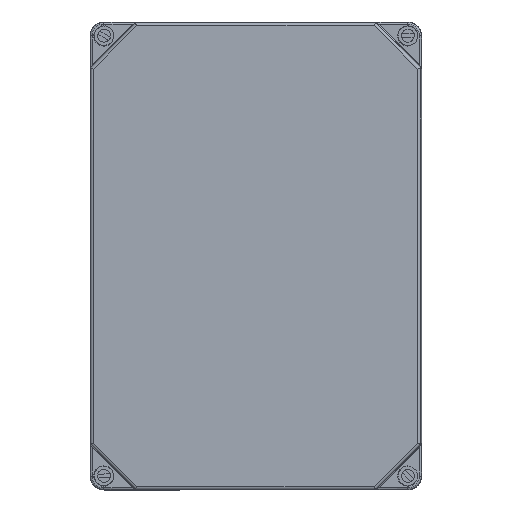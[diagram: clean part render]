
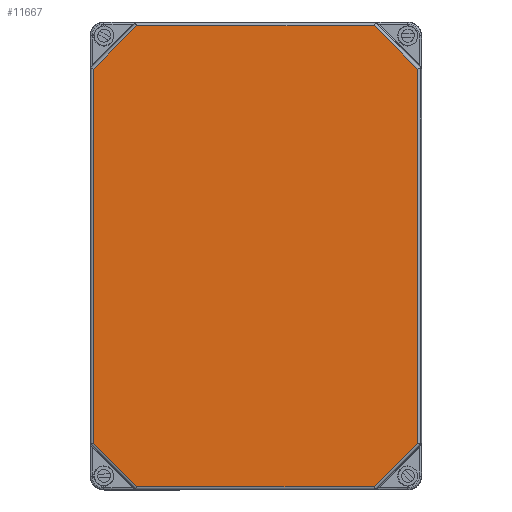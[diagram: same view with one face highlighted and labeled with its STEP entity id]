
A CAD part, top view. The second image highlights one B-rep face of the part: STEP entity #11667.
In plain terms, the highlighted face is planar.
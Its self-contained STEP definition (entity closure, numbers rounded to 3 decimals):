
#940=PLANE('',#12519);
#1716=FACE_OUTER_BOUND('',#2451,.T.);
#2451=EDGE_LOOP('',(#9047,#9048,#9049,#9050,#9051,#9052,#9053,#9054));
#3220=LINE('',#17246,#4258);
#3223=LINE('',#17268,#4261);
#3225=LINE('',#17281,#4263);
#3228=LINE('',#17311,#4266);
#3230=LINE('',#17325,#4268);
#3234=LINE('',#17365,#4272);
#3362=LINE('',#17893,#4400);
#3540=LINE('',#18410,#4578);
#4258=VECTOR('',#13546,33.427);
#4261=VECTOR('',#13555,129.091);
#4263=VECTOR('',#13561,129.091);
#4266=VECTOR('',#13570,33.427);
#4268=VECTOR('',#13576,33.427);
#4272=VECTOR('',#13586,33.427);
#4400=VECTOR('',#13960,203.091);
#4578=VECTOR('',#14446,203.091);
#5299=VERTEX_POINT('',#17243);
#5300=VERTEX_POINT('',#17245);
#5305=VERTEX_POINT('',#17266);
#5309=VERTEX_POINT('',#17278);
#5310=VERTEX_POINT('',#17280);
#5315=VERTEX_POINT('',#17310);
#5318=VERTEX_POINT('',#17324);
#5325=VERTEX_POINT('',#17364);
#6452=EDGE_CURVE('',#5300,#5299,#3220,.T.);
#6459=EDGE_CURVE('',#5299,#5305,#3223,.T.);
#6463=EDGE_CURVE('',#5309,#5310,#3225,.T.);
#6470=EDGE_CURVE('',#5315,#5310,#3228,.T.);
#6474=EDGE_CURVE('',#5305,#5318,#3230,.T.);
#6483=EDGE_CURVE('',#5309,#5325,#3234,.T.);
#6679=EDGE_CURVE('',#5300,#5325,#3362,.T.);
#6928=EDGE_CURVE('',#5318,#5315,#3540,.T.);
#9047=ORIENTED_EDGE('',*,*,#6470,.T.);
#9048=ORIENTED_EDGE('',*,*,#6463,.F.);
#9049=ORIENTED_EDGE('',*,*,#6483,.T.);
#9050=ORIENTED_EDGE('',*,*,#6679,.F.);
#9051=ORIENTED_EDGE('',*,*,#6452,.T.);
#9052=ORIENTED_EDGE('',*,*,#6459,.T.);
#9053=ORIENTED_EDGE('',*,*,#6474,.T.);
#9054=ORIENTED_EDGE('',*,*,#6928,.T.);
#11667=ADVANCED_FACE('',(#1716),#940,.T.);
#12519=AXIS2_PLACEMENT_3D('',#18428,#14473,#14474);
#13546=DIRECTION('',(-0.707,0.707,0.));
#13555=DIRECTION('',(-1.,0.,0.));
#13561=DIRECTION('',(-1.,0.,0.));
#13570=DIRECTION('',(0.707,-0.707,0.));
#13576=DIRECTION('',(-0.707,-0.707,0.));
#13586=DIRECTION('',(0.707,0.707,0.));
#13960=DIRECTION('',(0.,-1.,0.));
#14446=DIRECTION('',(0.,-1.,0.));
#14473=DIRECTION('center_axis',(0.,0.,1.));
#14474=DIRECTION('ref_axis',(1.,0.,0.));
#17243=CARTESIAN_POINT('',(64.546,125.182,92.5));
#17245=CARTESIAN_POINT('',(88.182,101.546,92.5));
#17246=CARTESIAN_POINT('',(94.042,95.686,92.5));
#17266=CARTESIAN_POINT('',(-64.546,125.182,92.5));
#17268=CARTESIAN_POINT('',(100.,125.182,92.5));
#17278=CARTESIAN_POINT('',(64.546,-125.182,92.5));
#17280=CARTESIAN_POINT('',(-64.546,-125.182,92.5));
#17281=CARTESIAN_POINT('',(100.,-125.182,92.5));
#17310=CARTESIAN_POINT('',(-88.182,-101.546,92.5));
#17311=CARTESIAN_POINT('',(-94.042,-95.686,92.5));
#17324=CARTESIAN_POINT('',(-88.182,101.546,92.5));
#17325=CARTESIAN_POINT('',(-58.686,131.042,92.5));
#17364=CARTESIAN_POINT('',(88.182,-101.546,92.5));
#17365=CARTESIAN_POINT('',(58.686,-131.042,92.5));
#17893=CARTESIAN_POINT('',(88.182,150.,92.5));
#18410=CARTESIAN_POINT('',(-88.182,150.,92.5));
#18428=CARTESIAN_POINT('Origin',(0.,0.,92.5));
